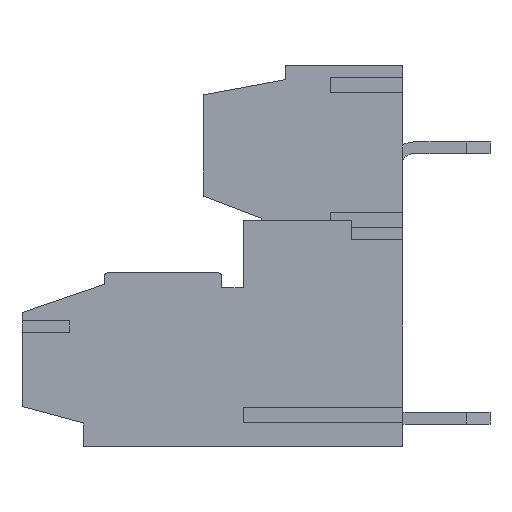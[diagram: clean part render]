
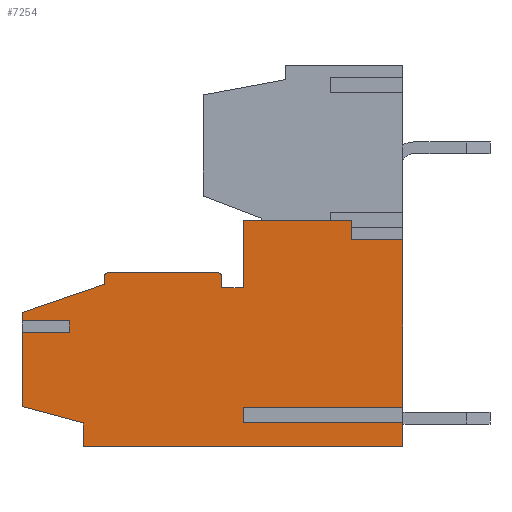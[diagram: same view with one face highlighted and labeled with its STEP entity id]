
A CAD part, left-side view. The second image highlights one B-rep face of the part: STEP entity #7254.
In plain terms, the highlighted planar face has unit normal (-1, 0, 0).
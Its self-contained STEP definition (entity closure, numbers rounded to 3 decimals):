
#196=CIRCLE('',#7902,0.2);
#197=CIRCLE('',#7903,0.2);
#470=ORIENTED_EDGE('',*,*,#2549,.F.);
#471=ORIENTED_EDGE('',*,*,#2550,.F.);
#472=ORIENTED_EDGE('',*,*,#2551,.T.);
#473=ORIENTED_EDGE('',*,*,#2489,.T.);
#474=ORIENTED_EDGE('',*,*,#2552,.T.);
#475=ORIENTED_EDGE('',*,*,#2449,.T.);
#476=ORIENTED_EDGE('',*,*,#2380,.T.);
#477=ORIENTED_EDGE('',*,*,#2553,.T.);
#478=ORIENTED_EDGE('',*,*,#2554,.T.);
#479=ORIENTED_EDGE('',*,*,#2555,.T.);
#480=ORIENTED_EDGE('',*,*,#2556,.T.);
#481=ORIENTED_EDGE('',*,*,#2397,.T.);
#482=ORIENTED_EDGE('',*,*,#2557,.T.);
#483=ORIENTED_EDGE('',*,*,#2558,.T.);
#484=ORIENTED_EDGE('',*,*,#2559,.T.);
#485=ORIENTED_EDGE('',*,*,#2425,.F.);
#486=ORIENTED_EDGE('',*,*,#2560,.F.);
#487=ORIENTED_EDGE('',*,*,#2561,.T.);
#488=ORIENTED_EDGE('',*,*,#2562,.T.);
#489=ORIENTED_EDGE('',*,*,#2433,.F.);
#490=ORIENTED_EDGE('',*,*,#2563,.T.);
#491=ORIENTED_EDGE('',*,*,#2564,.T.);
#492=ORIENTED_EDGE('',*,*,#2565,.F.);
#493=ORIENTED_EDGE('',*,*,#2493,.T.);
#2380=EDGE_CURVE('',#3429,#3428,#4118,.T.);
#2397=EDGE_CURVE('',#3441,#3442,#4133,.T.);
#2425=EDGE_CURVE('',#3468,#3469,#4158,.T.);
#2433=EDGE_CURVE('',#3476,#3477,#4166,.T.);
#2449=EDGE_CURVE('',#3492,#3429,#4181,.T.);
#2489=EDGE_CURVE('',#3530,#3529,#4221,.T.);
#2493=EDGE_CURVE('',#3534,#3533,#4225,.T.);
#2549=EDGE_CURVE('',#3580,#3533,#4280,.T.);
#2550=EDGE_CURVE('',#3581,#3580,#4281,.T.);
#2551=EDGE_CURVE('',#3581,#3530,#4282,.T.);
#2552=EDGE_CURVE('',#3529,#3492,#4283,.T.);
#2553=EDGE_CURVE('',#3428,#3582,#4284,.T.);
#2554=EDGE_CURVE('',#3582,#3583,#4285,.T.);
#2555=EDGE_CURVE('',#3583,#3584,#4286,.T.);
#2556=EDGE_CURVE('',#3584,#3441,#196,.T.);
#2557=EDGE_CURVE('',#3442,#3585,#197,.T.);
#2558=EDGE_CURVE('',#3585,#3586,#4287,.T.);
#2559=EDGE_CURVE('',#3586,#3469,#4288,.T.);
#2560=EDGE_CURVE('',#3587,#3468,#4289,.T.);
#2561=EDGE_CURVE('',#3587,#3588,#4290,.T.);
#2562=EDGE_CURVE('',#3588,#3477,#4291,.T.);
#2563=EDGE_CURVE('',#3476,#3589,#4292,.T.);
#2564=EDGE_CURVE('',#3589,#3590,#4293,.T.);
#2565=EDGE_CURVE('',#3534,#3590,#4294,.T.);
#3428=VERTEX_POINT('',#10372);
#3429=VERTEX_POINT('',#10374);
#3441=VERTEX_POINT('',#10406);
#3442=VERTEX_POINT('',#10407);
#3468=VERTEX_POINT('',#10463);
#3469=VERTEX_POINT('',#10465);
#3476=VERTEX_POINT('',#10479);
#3477=VERTEX_POINT('',#10481);
#3492=VERTEX_POINT('',#10515);
#3529=VERTEX_POINT('',#10593);
#3530=VERTEX_POINT('',#10595);
#3533=VERTEX_POINT('',#10601);
#3534=VERTEX_POINT('',#10603);
#3580=VERTEX_POINT('',#10713);
#3581=VERTEX_POINT('',#10715);
#3582=VERTEX_POINT('',#10719);
#3583=VERTEX_POINT('',#10721);
#3584=VERTEX_POINT('',#10723);
#3585=VERTEX_POINT('',#10726);
#3586=VERTEX_POINT('',#10728);
#3587=VERTEX_POINT('',#10731);
#3588=VERTEX_POINT('',#10733);
#3589=VERTEX_POINT('',#10736);
#3590=VERTEX_POINT('',#10738);
#4118=LINE('',#10373,#5070);
#4133=LINE('',#10405,#5085);
#4158=LINE('',#10464,#5110);
#4166=LINE('',#10480,#5118);
#4181=LINE('',#10514,#5133);
#4221=LINE('',#10594,#5173);
#4225=LINE('',#10602,#5177);
#4280=LINE('',#10712,#5232);
#4281=LINE('',#10714,#5233);
#4282=LINE('',#10716,#5234);
#4283=LINE('',#10717,#5235);
#4284=LINE('',#10718,#5236);
#4285=LINE('',#10720,#5237);
#4286=LINE('',#10722,#5238);
#4287=LINE('',#10727,#5239);
#4288=LINE('',#10729,#5240);
#4289=LINE('',#10730,#5241);
#4290=LINE('',#10732,#5242);
#4291=LINE('',#10734,#5243);
#4292=LINE('',#10735,#5244);
#4293=LINE('',#10737,#5245);
#4294=LINE('',#10739,#5246);
#5070=VECTOR('',#8399,1000.);
#5085=VECTOR('',#8424,1000.);
#5110=VECTOR('',#8461,1000.);
#5118=VECTOR('',#8469,1000.);
#5133=VECTOR('',#8492,1000.);
#5173=VECTOR('',#8536,1000.);
#5177=VECTOR('',#8540,1000.);
#5232=VECTOR('',#8613,1000.);
#5233=VECTOR('',#8614,1000.);
#5234=VECTOR('',#8615,1000.);
#5235=VECTOR('',#8616,1000.);
#5236=VECTOR('',#8617,1000.);
#5237=VECTOR('',#8618,1000.);
#5238=VECTOR('',#8619,1000.);
#5239=VECTOR('',#8624,1000.);
#5240=VECTOR('',#8625,1000.);
#5241=VECTOR('',#8626,1000.);
#5242=VECTOR('',#8627,1000.);
#5243=VECTOR('',#8628,1000.);
#5244=VECTOR('',#8629,1000.);
#5245=VECTOR('',#8630,1000.);
#5246=VECTOR('',#8631,1000.);
#6038=EDGE_LOOP('',(#470,#471,#472,#473,#474,#475,#476,#477,#478,#479,#480,
#481,#482,#483,#484,#485,#486,#487,#488,#489,#490,#491,#492,#493));
#6488=FACE_BOUND('',#6038,.T.);
#6922=PLANE('',#7901);
#7254=ADVANCED_FACE('',(#6488),#6922,.T.);
#7901=AXIS2_PLACEMENT_3D('',#10711,#8611,#8612);
#7902=AXIS2_PLACEMENT_3D('',#10724,#8620,#8621);
#7903=AXIS2_PLACEMENT_3D('',#10725,#8622,#8623);
#8399=DIRECTION('',(0.,1.,0.));
#8424=DIRECTION('',(0.,1.,0.));
#8461=DIRECTION('',(0.,0.,1.));
#8469=DIRECTION('',(0.,0.,1.));
#8492=DIRECTION('',(0.,0.,1.));
#8536=DIRECTION('',(0.,0.,1.));
#8540=DIRECTION('',(0.,0.,1.));
#8611=DIRECTION('',(-1.,0.,0.));
#8612=DIRECTION('',(0.,0.,1.));
#8613=DIRECTION('',(0.,-1.,0.));
#8614=DIRECTION('',(0.,0.,-1.));
#8615=DIRECTION('',(0.,-1.,0.));
#8616=DIRECTION('',(0.,1.,0.));
#8617=DIRECTION('',(0.,0.,-1.));
#8618=DIRECTION('',(0.,1.,0.));
#8619=DIRECTION('',(0.,0.,1.));
#8620=DIRECTION('',(-1.,0.,0.));
#8621=DIRECTION('',(0.,0.,1.));
#8622=DIRECTION('',(-1.,0.,0.));
#8623=DIRECTION('',(0.,0.,1.));
#8624=DIRECTION('',(0.,0.,-1.));
#8625=DIRECTION('',(0.,0.946,-0.324));
#8626=DIRECTION('',(0.,1.,0.));
#8627=DIRECTION('',(0.,0.,-1.));
#8628=DIRECTION('',(0.,1.,0.));
#8629=DIRECTION('',(0.,-0.966,-0.26));
#8630=DIRECTION('',(0.,0.,-1.));
#8631=DIRECTION('',(0.,1.,0.));
#10372=CARTESIAN_POINT('',(-5.25,-1.3,4.8));
#10373=CARTESIAN_POINT('',(-5.25,-8.1,4.8));
#10374=CARTESIAN_POINT('',(-5.25,-5.9,4.8));
#10405=CARTESIAN_POINT('',(-5.25,-8.1,2.6));
#10406=CARTESIAN_POINT('',(-5.25,-0.2,2.6));
#10407=CARTESIAN_POINT('',(-5.25,4.4,2.6));
#10463=CARTESIAN_POINT('',(-5.25,8.1,0.55));
#10464=CARTESIAN_POINT('',(-5.25,8.1,-4.8));
#10465=CARTESIAN_POINT('',(-5.25,8.1,0.9));
#10479=CARTESIAN_POINT('',(-5.25,8.1,-3.1));
#10480=CARTESIAN_POINT('',(-5.25,8.1,-4.8));
#10481=CARTESIAN_POINT('',(-5.25,8.1,0.05));
#10514=CARTESIAN_POINT('',(-5.25,-5.9,-4.8));
#10515=CARTESIAN_POINT('',(-5.25,-5.9,4.));
#10593=CARTESIAN_POINT('',(-5.25,-8.1,4.));
#10594=CARTESIAN_POINT('',(-5.25,-8.1,-4.8));
#10595=CARTESIAN_POINT('',(-5.25,-8.1,-3.225));
#10601=CARTESIAN_POINT('',(-5.25,-8.1,-3.725));
#10602=CARTESIAN_POINT('',(-5.25,-8.1,-4.8));
#10603=CARTESIAN_POINT('',(-5.25,-8.1,-4.8));
#10711=CARTESIAN_POINT('',(-5.25,-8.1,-4.8));
#10712=CARTESIAN_POINT('',(-5.25,-1.3,-3.725));
#10713=CARTESIAN_POINT('',(-5.25,-1.3,-3.725));
#10714=CARTESIAN_POINT('',(-5.25,-1.3,-3.225));
#10715=CARTESIAN_POINT('',(-5.25,-1.3,-3.225));
#10716=CARTESIAN_POINT('',(-5.25,-1.3,-3.225));
#10717=CARTESIAN_POINT('',(-5.25,-8.1,4.));
#10718=CARTESIAN_POINT('',(-5.25,-1.3,-4.8));
#10719=CARTESIAN_POINT('',(-5.25,-1.3,1.95));
#10720=CARTESIAN_POINT('',(-5.25,-8.1,1.95));
#10721=CARTESIAN_POINT('',(-5.25,-0.4,1.95));
#10722=CARTESIAN_POINT('',(-5.25,-0.4,-4.8));
#10723=CARTESIAN_POINT('',(-5.25,-0.4,2.4));
#10724=CARTESIAN_POINT('',(-5.25,-0.2,2.4));
#10725=CARTESIAN_POINT('',(-5.25,4.4,2.4));
#10726=CARTESIAN_POINT('',(-5.25,4.6,2.4));
#10727=CARTESIAN_POINT('',(-5.25,4.6,-4.8));
#10728=CARTESIAN_POINT('',(-5.25,4.6,2.1));
#10729=CARTESIAN_POINT('',(-5.25,-4.647,5.27));
#10730=CARTESIAN_POINT('',(-5.25,6.1,0.55));
#10731=CARTESIAN_POINT('',(-5.25,6.1,0.55));
#10732=CARTESIAN_POINT('',(-5.25,6.1,0.55));
#10733=CARTESIAN_POINT('',(-5.25,6.1,0.05));
#10734=CARTESIAN_POINT('',(-5.25,6.1,0.05));
#10735=CARTESIAN_POINT('',(-5.25,-7.432,-7.282));
#10736=CARTESIAN_POINT('',(-5.25,5.5,-3.8));
#10737=CARTESIAN_POINT('',(-5.25,5.5,-4.8));
#10738=CARTESIAN_POINT('',(-5.25,5.5,-4.8));
#10739=CARTESIAN_POINT('',(-5.25,-8.1,-4.8));
